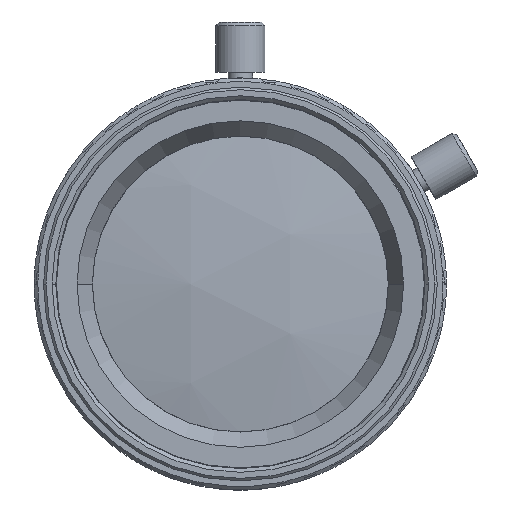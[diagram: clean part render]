
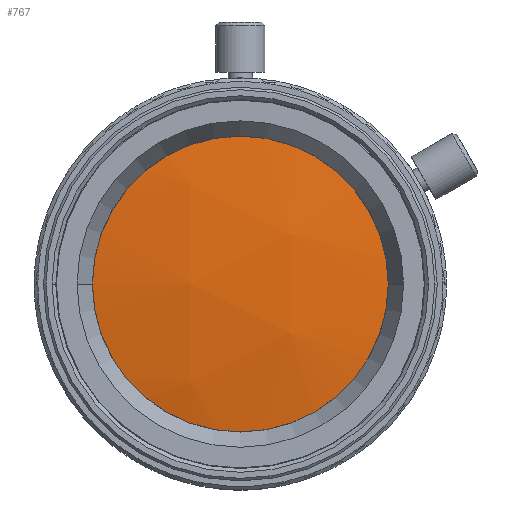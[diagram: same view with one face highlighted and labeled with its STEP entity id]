
A CAD part, front view. The second image highlights one B-rep face of the part: STEP entity #767.
In plain terms, the highlighted spherical face has radius 65.239 mm.
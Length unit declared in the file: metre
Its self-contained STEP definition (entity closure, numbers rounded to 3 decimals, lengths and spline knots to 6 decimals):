
#767=ADVANCED_FACE('0:5045',(#2592),#2593,.T.);
#2592=FACE_OUTER_BOUND('',#4964,.T.);
#2593=SPHERICAL_SURFACE('',#4965,0.065239);
#4964=EDGE_LOOP('',(#10802,#10803,#10804));
#4965=AXIS2_PLACEMENT_3D('',#10805,#10806,#10807);
#10802=ORIENTED_EDGE('',*,*,#16246,.T.);
#10803=ORIENTED_EDGE('',*,*,#16284,.T.);
#10804=ORIENTED_EDGE('',*,*,#16247,.T.);
#10805=CARTESIAN_POINT('',(0.,0.008492,0.));
#10806=DIRECTION('',(1.0,0.,0.0));
#10807=DIRECTION('',(0.0,0.0,-1.0));
#16246=EDGE_CURVE('0:6650',#19787,#19784,#19788,.T.);
#16247=EDGE_CURVE('0:6650',#19789,#19787,#19790,.T.);
#16284=EDGE_CURVE('0:6650',#19784,#19789,#19846,.T.);
#19784=VERTEX_POINT('',#24617);
#19787=VERTEX_POINT('NONE',#24621);
#19788=CIRCLE('',#24622,0.01207);
#19789=VERTEX_POINT('',#24623);
#19790=CIRCLE('',#24624,0.01207);
#19846=CIRCLE('',#24758,0.01207);
#24617=CARTESIAN_POINT('',(-0.01207,-0.055621,0.));
#24621=CARTESIAN_POINT('',(0.,-0.055621,0.01207));
#24622=AXIS2_PLACEMENT_3D('',#30200,#30201,#30202);
#24623=CARTESIAN_POINT('',(0.01207,-0.055621,0.));
#24624=AXIS2_PLACEMENT_3D('',#30203,#30204,#30205);
#24758=AXIS2_PLACEMENT_3D('',#30278,#30279,#30280);
#30200=CARTESIAN_POINT('',(0.,-0.055621,0.));
#30201=DIRECTION('',(0.0,-1.0,0.0));
#30202=DIRECTION('',(1.0,0.0,0.0));
#30203=CARTESIAN_POINT('',(0.,-0.055621,0.));
#30204=DIRECTION('',(0.0,-1.0,0.0));
#30205=DIRECTION('',(1.0,0.0,0.0));
#30278=CARTESIAN_POINT('',(0.,-0.055621,0.));
#30279=DIRECTION('',(0.0,-1.0,0.0));
#30280=DIRECTION('',(1.0,0.0,0.0));
